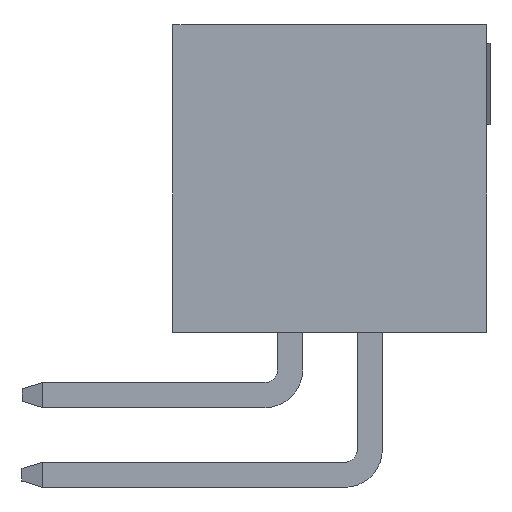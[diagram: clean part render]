
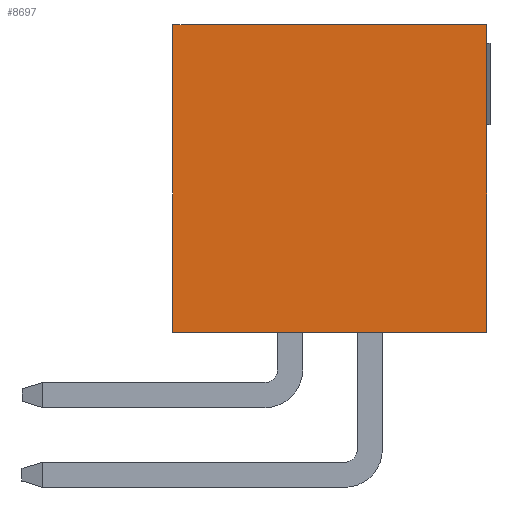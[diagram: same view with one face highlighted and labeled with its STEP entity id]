
A CAD part, left-side view. The second image highlights one B-rep face of the part: STEP entity #8697.
In plain terms, the highlighted planar face has unit normal (-1, 0, 0).
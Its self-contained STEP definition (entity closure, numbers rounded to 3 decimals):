
#1235=ORIENTED_EDGE('',*,*,#2519,.F.);
#1236=ORIENTED_EDGE('',*,*,#2500,.F.);
#1237=ORIENTED_EDGE('',*,*,#2049,.T.);
#1238=ORIENTED_EDGE('',*,*,#2680,.T.);
#2049=EDGE_CURVE('',#3002,#3001,#3613,.T.);
#2500=EDGE_CURVE('',#3002,#3318,#4064,.T.);
#2519=EDGE_CURVE('',#3318,#3325,#4083,.T.);
#2680=EDGE_CURVE('',#3001,#3325,#4244,.T.);
#3001=VERTEX_POINT('',#10904);
#3002=VERTEX_POINT('',#10906);
#3318=VERTEX_POINT('',#11795);
#3325=VERTEX_POINT('',#11822);
#3613=LINE('',#10905,#4557);
#4064=LINE('',#11794,#5008);
#4083=LINE('',#11821,#5027);
#4244=LINE('',#12141,#5188);
#4557=VECTOR('',#9239,1000.);
#5008=VECTOR('',#9934,1000.);
#5027=VECTOR('',#9955,1000.);
#5188=VECTOR('',#10198,1000.);
#5682=EDGE_LOOP('',(#1235,#1236,#1237,#1238));
#6030=FACE_BOUND('',#5682,.T.);
#6353=PLANE('',#9035);
#8697=ADVANCED_FACE('',(#6030),#6353,.T.);
#9035=AXIS2_PLACEMENT_3D('',#12142,#10199,#10200);
#9239=DIRECTION('',(0.,0.,1.));
#9934=DIRECTION('',(0.,1.,0.));
#9955=DIRECTION('',(0.,0.,1.));
#10198=DIRECTION('',(0.,1.,0.));
#10199=DIRECTION('',(-1.,0.,0.));
#10200=DIRECTION('',(0.,0.,1.));
#10904=CARTESIAN_POINT('',(-10.795,-2.5,2.45));
#10905=CARTESIAN_POINT('',(-10.795,-2.5,-2.45));
#10906=CARTESIAN_POINT('',(-10.795,-2.5,-2.45));
#11794=CARTESIAN_POINT('',(-10.795,-2.5,-2.45));
#11795=CARTESIAN_POINT('',(-10.795,2.5,-2.45));
#11821=CARTESIAN_POINT('',(-10.795,2.5,-2.45));
#11822=CARTESIAN_POINT('',(-10.795,2.5,2.45));
#12141=CARTESIAN_POINT('',(-10.795,-2.5,2.45));
#12142=CARTESIAN_POINT('',(-10.795,-2.5,-2.45));
